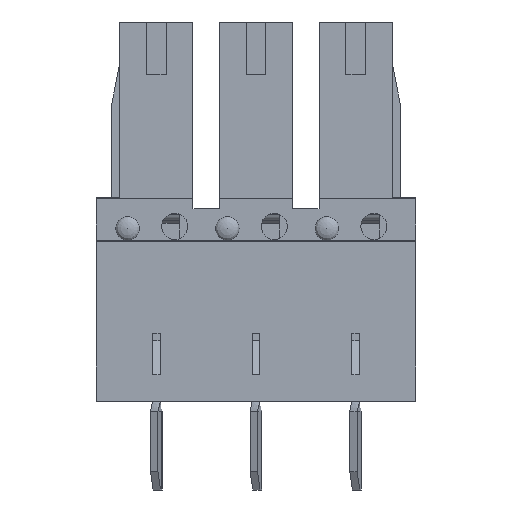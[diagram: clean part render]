
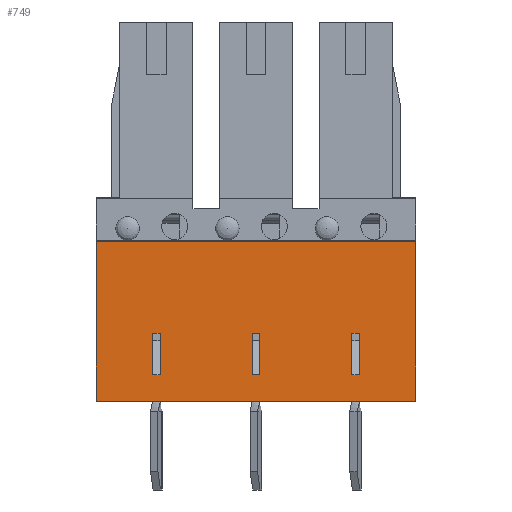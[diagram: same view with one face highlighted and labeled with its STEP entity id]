
A CAD part, front view. The second image highlights one B-rep face of the part: STEP entity #749.
In plain terms, the highlighted planar face has unit normal (0, -1, 0).
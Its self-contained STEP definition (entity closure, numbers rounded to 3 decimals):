
#749 = ADVANCED_FACE( '', ( #1643, #1644, #1645, #1646 ), #1647, .F. );
#1643 = FACE_BOUND( '', #2797, .T. );
#1644 = FACE_BOUND( '', #2798, .T. );
#1645 = FACE_BOUND( '', #2799, .T. );
#1646 = FACE_OUTER_BOUND( '', #2800, .T. );
#1647 = PLANE( '', #2801 );
#2797 = EDGE_LOOP( '', ( #5034, #5035, #5036, #5037 ) );
#2798 = EDGE_LOOP( '', ( #5038, #5039, #5040, #5041 ) );
#2799 = EDGE_LOOP( '', ( #5042, #5043, #5044, #5045 ) );
#2800 = EDGE_LOOP( '', ( #5046, #5047, #5048, #5049 ) );
#2801 = AXIS2_PLACEMENT_3D( '', #5050, #5051, #5052 );
#5034 = ORIENTED_EDGE( '', *, *, #6642, .T. );
#5035 = ORIENTED_EDGE( '', *, *, #7011, .T. );
#5036 = ORIENTED_EDGE( '', *, *, #7517, .T. );
#5037 = ORIENTED_EDGE( '', *, *, #7518, .T. );
#5038 = ORIENTED_EDGE( '', *, *, #7519, .T. );
#5039 = ORIENTED_EDGE( '', *, *, #7520, .T. );
#5040 = ORIENTED_EDGE( '', *, *, #7330, .T. );
#5041 = ORIENTED_EDGE( '', *, *, #7521, .T. );
#5042 = ORIENTED_EDGE( '', *, *, #7229, .T. );
#5043 = ORIENTED_EDGE( '', *, *, #7522, .T. );
#5044 = ORIENTED_EDGE( '', *, *, #6733, .T. );
#5045 = ORIENTED_EDGE( '', *, *, #7523, .T. );
#5046 = ORIENTED_EDGE( '', *, *, #7107, .F. );
#5047 = ORIENTED_EDGE( '', *, *, #7524, .F. );
#5048 = ORIENTED_EDGE( '', *, *, #6699, .T. );
#5049 = ORIENTED_EDGE( '', *, *, #6842, .F. );
#5050 = CARTESIAN_POINT( '', ( 6.11, -3.3, 3.9 ) );
#5051 = DIRECTION( '', ( 0., 1., 0. ) );
#5052 = DIRECTION( '', ( 0., 0., 1. ) );
#6642 = EDGE_CURVE( '', #7922, #7920, #7923, .T. );
#6699 = EDGE_CURVE( '', #8004, #8024, #8026, .T. );
#6733 = EDGE_CURVE( '', #8074, #8085, #8087, .T. );
#6842 = EDGE_CURVE( '', #8283, #8024, #8285, .T. );
#7011 = EDGE_CURVE( '', #7920, #8573, #8575, .T. );
#7107 = EDGE_CURVE( '', #8725, #8283, #8727, .T. );
#7229 = EDGE_CURVE( '', #8917, #8915, #8918, .T. );
#7330 = EDGE_CURVE( '', #9066, #9075, #9077, .T. );
#7517 = EDGE_CURVE( '', #8573, #9335, #9336, .T. );
#7518 = EDGE_CURVE( '', #9335, #7922, #9337, .T. );
#7519 = EDGE_CURVE( '', #9338, #9339, #9340, .T. );
#7520 = EDGE_CURVE( '', #9339, #9066, #9341, .T. );
#7521 = EDGE_CURVE( '', #9075, #9338, #9342, .T. );
#7522 = EDGE_CURVE( '', #8915, #8074, #9343, .T. );
#7523 = EDGE_CURVE( '', #8085, #8917, #9344, .T. );
#7524 = EDGE_CURVE( '', #8004, #8725, #9345, .T. );
#7920 = VERTEX_POINT( '', #9808 );
#7922 = VERTEX_POINT( '', #9811 );
#7923 = LINE( '', #9812, #9813 );
#8004 = VERTEX_POINT( '', #9926 );
#8024 = VERTEX_POINT( '', #9954 );
#8026 = LINE( '', #9957, #9958 );
#8074 = VERTEX_POINT( '', #10026 );
#8085 = VERTEX_POINT( '', #10043 );
#8087 = LINE( '', #10046, #10047 );
#8283 = VERTEX_POINT( '', #10339 );
#8285 = LINE( '', #10342, #10343 );
#8573 = VERTEX_POINT( '', #10768 );
#8575 = LINE( '', #10771, #10772 );
#8725 = VERTEX_POINT( '', #10984 );
#8727 = LINE( '', #10987, #10988 );
#8915 = VERTEX_POINT( '', #11268 );
#8917 = VERTEX_POINT( '', #11271 );
#8918 = LINE( '', #11272, #11273 );
#9066 = VERTEX_POINT( '', #11486 );
#9075 = VERTEX_POINT( '', #11500 );
#9077 = LINE( '', #11503, #11504 );
#9335 = VERTEX_POINT( '', #11885 );
#9336 = LINE( '', #11886, #11887 );
#9337 = LINE( '', #11888, #11889 );
#9338 = VERTEX_POINT( '', #11890 );
#9339 = VERTEX_POINT( '', #11891 );
#9340 = LINE( '', #11892, #11893 );
#9341 = LINE( '', #11894, #11895 );
#9342 = LINE( '', #11896, #11897 );
#9343 = LINE( '', #11898, #11899 );
#9344 = LINE( '', #11900, #11901 );
#9345 = LINE( '', #11902, #11903 );
#9808 = CARTESIAN_POINT( '', ( 3.96, -3.3, -2.9 ) );
#9811 = CARTESIAN_POINT( '', ( 3.96, -3.3, -1.3 ) );
#9812 = CARTESIAN_POINT( '', ( 3.96, -3.3, -1.3 ) );
#9813 = VECTOR( '', #12550, 1000. );
#9926 = CARTESIAN_POINT( '', ( -6.11, -3.3, 2.2 ) );
#9954 = CARTESIAN_POINT( '', ( -6.11, -3.3, -3.9 ) );
#9957 = CARTESIAN_POINT( '', ( -6.11, -3.3, 3.9 ) );
#9958 = VECTOR( '', #12610, 1000. );
#10026 = CARTESIAN_POINT( '', ( -3.96, -3.3, -2.9 ) );
#10043 = CARTESIAN_POINT( '', ( -3.96, -3.3, -1.3 ) );
#10046 = CARTESIAN_POINT( '', ( -3.96, -3.3, -2.9 ) );
#10047 = VECTOR( '', #12638, 1000. );
#10339 = CARTESIAN_POINT( '', ( 6.11, -3.3, -3.9 ) );
#10342 = CARTESIAN_POINT( '', ( 6.11, -3.3, -3.9 ) );
#10343 = VECTOR( '', #12741, 1000. );
#10768 = CARTESIAN_POINT( '', ( 3.66, -3.3, -2.9 ) );
#10771 = CARTESIAN_POINT( '', ( 3.96, -3.3, -2.9 ) );
#10772 = VECTOR( '', #12891, 1000. );
#10984 = CARTESIAN_POINT( '', ( 6.11, -3.3, 2.2 ) );
#10987 = CARTESIAN_POINT( '', ( 6.11, -3.3, 3.9 ) );
#10988 = VECTOR( '', #13000, 1000. );
#11268 = CARTESIAN_POINT( '', ( -3.66, -3.3, -2.9 ) );
#11271 = CARTESIAN_POINT( '', ( -3.66, -3.3, -1.3 ) );
#11272 = CARTESIAN_POINT( '', ( -3.66, -3.3, -1.3 ) );
#11273 = VECTOR( '', #13123, 1000. );
#11486 = CARTESIAN_POINT( '', ( -0.15, -3.3, -2.9 ) );
#11500 = CARTESIAN_POINT( '', ( -0.15, -3.3, -1.3 ) );
#11503 = CARTESIAN_POINT( '', ( -0.15, -3.3, -2.9 ) );
#11504 = VECTOR( '', #13225, 1000. );
#11885 = CARTESIAN_POINT( '', ( 3.66, -3.3, -1.3 ) );
#11886 = CARTESIAN_POINT( '', ( 3.66, -3.3, -2.9 ) );
#11887 = VECTOR( '', #13391, 1000. );
#11888 = CARTESIAN_POINT( '', ( 3.66, -3.3, -1.3 ) );
#11889 = VECTOR( '', #13392, 1000. );
#11890 = CARTESIAN_POINT( '', ( 0.15, -3.3, -1.3 ) );
#11891 = CARTESIAN_POINT( '', ( 0.15, -3.3, -2.9 ) );
#11892 = CARTESIAN_POINT( '', ( 0.15, -3.3, -1.3 ) );
#11893 = VECTOR( '', #13393, 1000. );
#11894 = CARTESIAN_POINT( '', ( 0.15, -3.3, -2.9 ) );
#11895 = VECTOR( '', #13394, 1000. );
#11896 = CARTESIAN_POINT( '', ( -0.15, -3.3, -1.3 ) );
#11897 = VECTOR( '', #13395, 1000. );
#11898 = CARTESIAN_POINT( '', ( -3.66, -3.3, -2.9 ) );
#11899 = VECTOR( '', #13396, 1000. );
#11900 = CARTESIAN_POINT( '', ( -3.96, -3.3, -1.3 ) );
#11901 = VECTOR( '', #13397, 1000. );
#11902 = CARTESIAN_POINT( '', ( -6.11, -3.3, 2.2 ) );
#11903 = VECTOR( '', #13398, 1000. );
#12550 = DIRECTION( '', ( 0., 0., -1. ) );
#12610 = DIRECTION( '', ( 0., 0., -1. ) );
#12638 = DIRECTION( '', ( 0., 0., 1. ) );
#12741 = DIRECTION( '', ( -1., 0., 0. ) );
#12891 = DIRECTION( '', ( -1., 0., 0. ) );
#13000 = DIRECTION( '', ( 0., 0., -1. ) );
#13123 = DIRECTION( '', ( 0., 0., -1. ) );
#13225 = DIRECTION( '', ( 0., 0., 1. ) );
#13391 = DIRECTION( '', ( 0., 0., 1. ) );
#13392 = DIRECTION( '', ( 1., 0., 0. ) );
#13393 = DIRECTION( '', ( 0., 0., -1. ) );
#13394 = DIRECTION( '', ( -1., 0., 0. ) );
#13395 = DIRECTION( '', ( 1., 0., 0. ) );
#13396 = DIRECTION( '', ( -1., 0., 0. ) );
#13397 = DIRECTION( '', ( 1., 0., 0. ) );
#13398 = DIRECTION( '', ( 1., 0., 0. ) );
